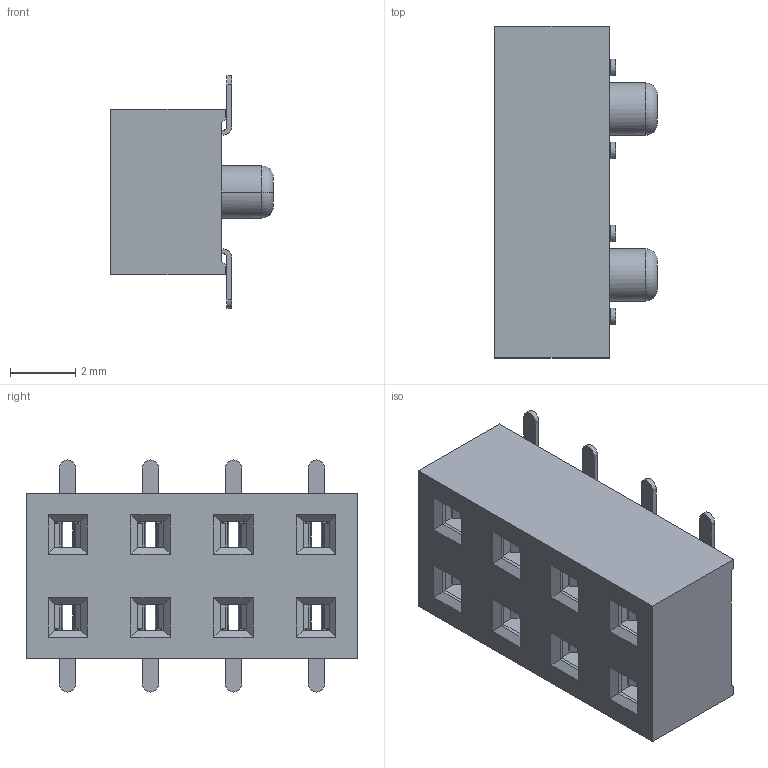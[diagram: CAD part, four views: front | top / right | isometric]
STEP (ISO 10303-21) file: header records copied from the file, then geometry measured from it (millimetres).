
FILE_DESCRIPTION((''),'2;1');
FILE_NAME('PRT0004','2013-03-01T',('cad01'),(''),'PRO/ENGINEER BY PARAMETRIC TECHNOLOGY CORPORATION, 2005110','PRO/ENGINEER BY PARAMETRIC TECHNOLOGY CORPORATION, 2005110','');
FILE_SCHEMA(('CONFIG_CONTROL_DESIGN'));
Length unit declared in the file: millimetre
Products named in the file (1): PRT0004
Bounding box: 4.98 x 10.16 x 7.11 mm (x, y, z)
Volume: 151.9 mm3; surface area: 451.5 mm2
Topology: 1 solids, 1 shells, 796 faces, 2108 edges, 1316 vertices
Faces by surface type: plane 588, cylinder 204, torus 4
Entity records: 24494 total; most frequent: CARTESIAN_POINT 4564, ORIENTED_EDGE 4216, DIRECTION 4108, EDGE_CURVE 2108, VECTOR 1508, LINE 1508, VERTEX_POINT 1316, AXIS2_PLACEMENT_3D 1300
